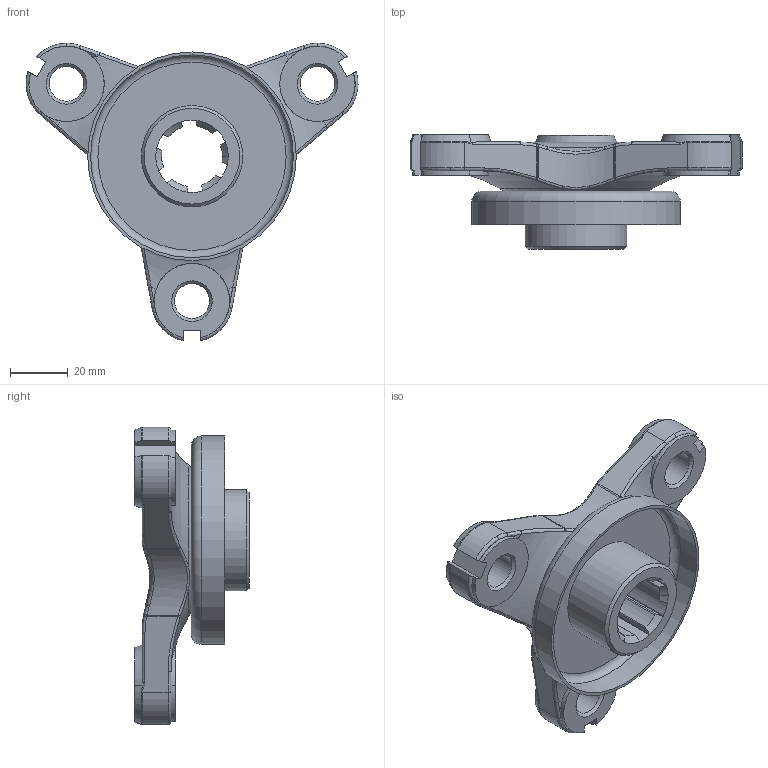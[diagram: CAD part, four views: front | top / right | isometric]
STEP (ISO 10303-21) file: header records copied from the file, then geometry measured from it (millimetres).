
FILE_DESCRIPTION(('HOOPS Exchange Step'),'2;1');
FILE_NAME('81ef4c366fe94336f9c3de3861cfccec20210902-1-1hj7yxe.ipt.step','2021-09-02T14:28:51+00:00',('root'),('Unknown organisation'),'HOOPS Exchange 2021.0','HOOPS Exchange','Unknown authorisation');
FILE_SCHEMA( ('AUTOMOTIVE_DESIGN { 1 0 10303 214 1 1 1 1 }') );
Length unit declared in the file: millimetre
Products named in the file (1): 81ef4c366fe94336f9c3de3861cfccec20210902-1-1hj7yxe.ipt
Bounding box: 114.59 x 39.5 x 102.67 mm (x, y, z)
Volume: 77851 mm3; surface area: 32085.9 mm2
Topology: 2 solids, 2 shells, 231 faces, 596 edges, 371 vertices
Faces by surface type: plane 69, cylinder 63, bspline 49, cone 30, torus 20
Full cylindrical faces by diameter (mm): 12 x3, 35 x2, 70 x1, 72 x1
Entity records: 10830 total; most frequent: CARTESIAN_POINT 5601, ORIENTED_EDGE 1192, DIRECTION 974, EDGE_CURVE 596, AXIS2_PLACEMENT_3D 406, VERTEX_POINT 371, EDGE_LOOP 243, FACE_BOUND 243
